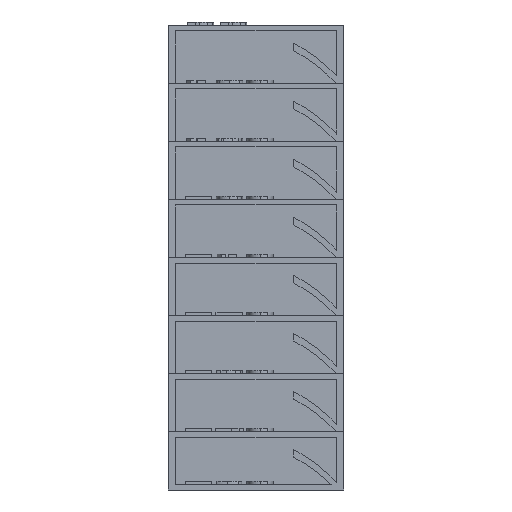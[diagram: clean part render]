
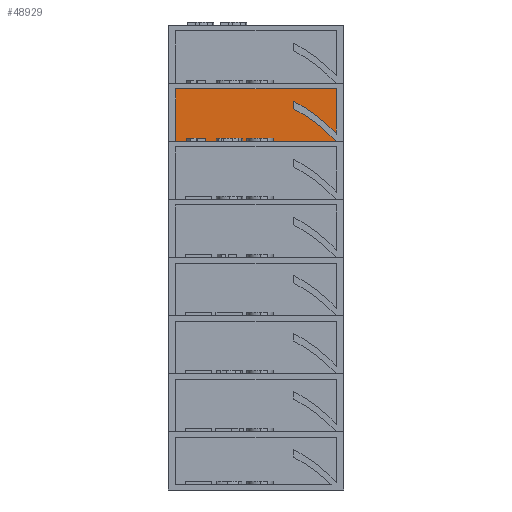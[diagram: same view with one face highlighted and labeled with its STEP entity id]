
A CAD part, front view. The second image highlights one B-rep face of the part: STEP entity #48929.
In plain terms, the highlighted planar face has unit normal (0, -1, 0).
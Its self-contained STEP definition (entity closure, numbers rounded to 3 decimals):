
#47986 = PLANE('',#47987);
#47987 = AXIS2_PLACEMENT_3D('',#47988,#47989,#47990);
#47988 = CARTESIAN_POINT('',(0.,2.331,59.4));
#47989 = DIRECTION('',(0.,0.,1.));
#47990 = DIRECTION('',(1.,0.,0.));
#48123 = VERTEX_POINT('',#48124);
#48124 = CARTESIAN_POINT('',(13.7,3.7,59.4));
#48138 = PLANE('',#48139);
#48139 = AXIS2_PLACEMENT_3D('',#48140,#48141,#48142);
#48140 = CARTESIAN_POINT('',(13.7,-5.,59.4));
#48141 = DIRECTION('',(-1.,0.,0.));
#48142 = DIRECTION('',(0.,1.,0.));
#48150 = EDGE_CURVE('',#48123,#48151,#48153,.T.);
#48151 = VERTEX_POINT('',#48152);
#48152 = CARTESIAN_POINT('',(-13.7,3.7,59.4));
#48153 = SURFACE_CURVE('',#48154,(#48158,#48165),.PCURVE_S1.);
#48154 = LINE('',#48155,#48156);
#48155 = CARTESIAN_POINT('',(13.7,3.7,59.4));
#48156 = VECTOR('',#48157,1.);
#48157 = DIRECTION('',(-1.,0.,0.));
#48158 = PCURVE('',#47986,#48159);
#48159 = DEFINITIONAL_REPRESENTATION('',(#48160),#48164);
#48160 = LINE('',#48161,#48162);
#48161 = CARTESIAN_POINT('',(13.7,1.369));
#48162 = VECTOR('',#48163,1.);
#48163 = DIRECTION('',(-1.,0.));
#48164 = ( GEOMETRIC_REPRESENTATION_CONTEXT(2) 
PARAMETRIC_REPRESENTATION_CONTEXT() REPRESENTATION_CONTEXT('2D SPACE',''
  ) );
#48165 = PCURVE('',#48166,#48171);
#48166 = PLANE('',#48167);
#48167 = AXIS2_PLACEMENT_3D('',#48168,#48169,#48170);
#48168 = CARTESIAN_POINT('',(13.7,3.7,59.4));
#48169 = DIRECTION('',(0.,-1.,0.));
#48170 = DIRECTION('',(-1.,0.,0.));
#48171 = DEFINITIONAL_REPRESENTATION('',(#48172),#48176);
#48172 = LINE('',#48173,#48174);
#48173 = CARTESIAN_POINT('',(0.,-0.));
#48174 = VECTOR('',#48175,1.);
#48175 = DIRECTION('',(1.,0.));
#48176 = ( GEOMETRIC_REPRESENTATION_CONTEXT(2) 
PARAMETRIC_REPRESENTATION_CONTEXT() REPRESENTATION_CONTEXT('2D SPACE',''
  ) );
#48194 = PLANE('',#48195);
#48195 = AXIS2_PLACEMENT_3D('',#48196,#48197,#48198);
#48196 = CARTESIAN_POINT('',(-13.7,3.7,59.4));
#48197 = DIRECTION('',(1.,0.,0.));
#48198 = DIRECTION('',(0.,-1.,0.));
#48479 = PLANE('',#48480);
#48480 = AXIS2_PLACEMENT_3D('',#48481,#48482,#48483);
#48481 = CARTESIAN_POINT('',(0.,0.,68.4));
#48482 = DIRECTION('',(0.,0.,1.));
#48483 = DIRECTION('',(1.,0.,0.));
#48886 = VERTEX_POINT('',#48887);
#48887 = CARTESIAN_POINT('',(13.7,3.7,68.4));
#48908 = EDGE_CURVE('',#48123,#48886,#48909,.T.);
#48909 = SURFACE_CURVE('',#48910,(#48914,#48921),.PCURVE_S1.);
#48910 = LINE('',#48911,#48912);
#48911 = CARTESIAN_POINT('',(13.7,3.7,59.4));
#48912 = VECTOR('',#48913,1.);
#48913 = DIRECTION('',(0.,0.,1.));
#48914 = PCURVE('',#48138,#48915);
#48915 = DEFINITIONAL_REPRESENTATION('',(#48916),#48920);
#48916 = LINE('',#48917,#48918);
#48917 = CARTESIAN_POINT('',(8.7,0.));
#48918 = VECTOR('',#48919,1.);
#48919 = DIRECTION('',(0.,-1.));
#48920 = ( GEOMETRIC_REPRESENTATION_CONTEXT(2) 
PARAMETRIC_REPRESENTATION_CONTEXT() REPRESENTATION_CONTEXT('2D SPACE',''
  ) );
#48921 = PCURVE('',#48166,#48922);
#48922 = DEFINITIONAL_REPRESENTATION('',(#48923),#48927);
#48923 = LINE('',#48924,#48925);
#48924 = CARTESIAN_POINT('',(0.,-0.));
#48925 = VECTOR('',#48926,1.);
#48926 = DIRECTION('',(0.,-1.));
#48927 = ( GEOMETRIC_REPRESENTATION_CONTEXT(2) 
PARAMETRIC_REPRESENTATION_CONTEXT() REPRESENTATION_CONTEXT('2D SPACE',''
  ) );
#48929 = ADVANCED_FACE('',(#48930),#48166,.T.);
#48930 = FACE_BOUND('',#48931,.T.);
#48931 = EDGE_LOOP('',(#48932,#48933,#48934,#48957));
#48932 = ORIENTED_EDGE('',*,*,#48150,.F.);
#48933 = ORIENTED_EDGE('',*,*,#48908,.T.);
#48934 = ORIENTED_EDGE('',*,*,#48935,.T.);
#48935 = EDGE_CURVE('',#48886,#48936,#48938,.T.);
#48936 = VERTEX_POINT('',#48937);
#48937 = CARTESIAN_POINT('',(-13.7,3.7,68.4));
#48938 = SURFACE_CURVE('',#48939,(#48943,#48950),.PCURVE_S1.);
#48939 = LINE('',#48940,#48941);
#48940 = CARTESIAN_POINT('',(6.85,3.7,68.4));
#48941 = VECTOR('',#48942,1.);
#48942 = DIRECTION('',(-1.,0.,0.));
#48943 = PCURVE('',#48166,#48944);
#48944 = DEFINITIONAL_REPRESENTATION('',(#48945),#48949);
#48945 = LINE('',#48946,#48947);
#48946 = CARTESIAN_POINT('',(6.85,-9.));
#48947 = VECTOR('',#48948,1.);
#48948 = DIRECTION('',(1.,0.));
#48949 = ( GEOMETRIC_REPRESENTATION_CONTEXT(2) 
PARAMETRIC_REPRESENTATION_CONTEXT() REPRESENTATION_CONTEXT('2D SPACE',''
  ) );
#48950 = PCURVE('',#48479,#48951);
#48951 = DEFINITIONAL_REPRESENTATION('',(#48952),#48956);
#48952 = LINE('',#48953,#48954);
#48953 = CARTESIAN_POINT('',(6.85,3.7));
#48954 = VECTOR('',#48955,1.);
#48955 = DIRECTION('',(-1.,0.));
#48956 = ( GEOMETRIC_REPRESENTATION_CONTEXT(2) 
PARAMETRIC_REPRESENTATION_CONTEXT() REPRESENTATION_CONTEXT('2D SPACE',''
  ) );
#48957 = ORIENTED_EDGE('',*,*,#48958,.F.);
#48958 = EDGE_CURVE('',#48151,#48936,#48959,.T.);
#48959 = SURFACE_CURVE('',#48960,(#48964,#48971),.PCURVE_S1.);
#48960 = LINE('',#48961,#48962);
#48961 = CARTESIAN_POINT('',(-13.7,3.7,59.4));
#48962 = VECTOR('',#48963,1.);
#48963 = DIRECTION('',(0.,0.,1.));
#48964 = PCURVE('',#48166,#48965);
#48965 = DEFINITIONAL_REPRESENTATION('',(#48966),#48970);
#48966 = LINE('',#48967,#48968);
#48967 = CARTESIAN_POINT('',(27.4,0.));
#48968 = VECTOR('',#48969,1.);
#48969 = DIRECTION('',(0.,-1.));
#48970 = ( GEOMETRIC_REPRESENTATION_CONTEXT(2) 
PARAMETRIC_REPRESENTATION_CONTEXT() REPRESENTATION_CONTEXT('2D SPACE',''
  ) );
#48971 = PCURVE('',#48194,#48972);
#48972 = DEFINITIONAL_REPRESENTATION('',(#48973),#48977);
#48973 = LINE('',#48974,#48975);
#48974 = CARTESIAN_POINT('',(0.,0.));
#48975 = VECTOR('',#48976,1.);
#48976 = DIRECTION('',(0.,-1.));
#48977 = ( GEOMETRIC_REPRESENTATION_CONTEXT(2) 
PARAMETRIC_REPRESENTATION_CONTEXT() REPRESENTATION_CONTEXT('2D SPACE',''
  ) );
